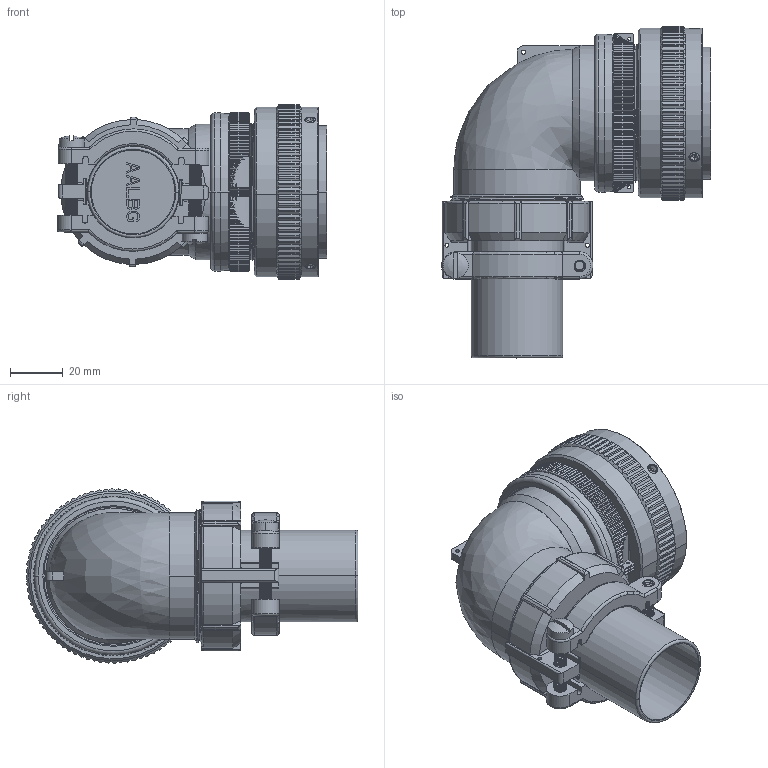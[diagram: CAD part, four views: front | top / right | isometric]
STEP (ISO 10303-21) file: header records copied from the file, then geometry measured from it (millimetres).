
FILE_DESCRIPTION((''),'2;1');
FILE_NAME('VG95234E-36_SW0001','2023-03-23T13:21:23',('paultorloting'),('NET AG system integration'),'CREO PARAMETRIC BY PTC INC, 2021404','CREO PARAMETRIC BY PTC INC, 2021404','');
FILE_SCHEMA(('AUTOMOTIVE_DESIGN { 1 0 10303 214 1 1 1 1 }'));
Length unit declared in the file: millimetre
Products named in the file (1): VG95234E-36_SW0001
Bounding box: 102 x 125.8 x 66.07 mm (x, y, z)
Volume: 223698 mm3; surface area: 60502.7 mm2
Topology: 1 solids, 1 shells, 1636 faces, 4710 edges, 3098 vertices
Faces by surface type: plane 801, cylinder 554, cone 172, bspline 65, torus 40, sphere 4
Entity records: 116781 total; most frequent: CARTESIAN_POINT 66632, ORIENTED_EDGE 9408, DIRECTION 7196, EDGE_CURVE 4704, VERTEX_POINT 3098, AXIS2_PLACEMENT_3D 2509, VECTOR 2175, LINE 2175
